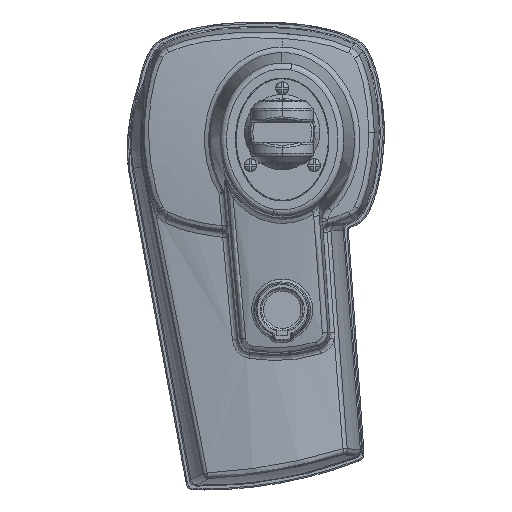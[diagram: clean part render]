
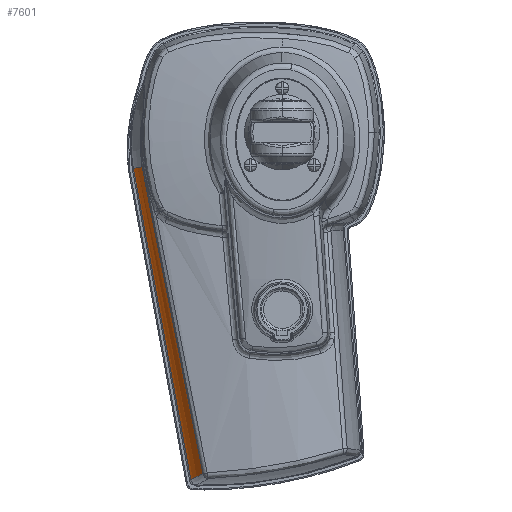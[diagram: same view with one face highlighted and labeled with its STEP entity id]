
A CAD part, left-side view. The second image highlights one B-rep face of the part: STEP entity #7601.
In plain terms, the highlighted free-form (B-spline) face has degree [3, 1] with [4, 2] control points.
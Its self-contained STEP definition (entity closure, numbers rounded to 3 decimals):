
#492 = CARTESIAN_POINT ( 'NONE',  ( -4.482, 57.939, -30.186 ) ) ;
#1337 = DIRECTION ( 'NONE',  ( 0., 0.985, -0.174 ) ) ;
#2917 = CARTESIAN_POINT ( 'NONE',  ( -4.482, 60.114, -18.385 ) ) ;
#3437 = CARTESIAN_POINT ( 'NONE',  ( -4.474, 37.33, -142.029 ) ) ;
#3555 = CARTESIAN_POINT ( 'NONE',  ( -26.09, 33.828, -140.253 ) ) ;
#3950 = CARTESIAN_POINT ( 'NONE',  ( -30.311, 57.273, -14.161 ) ) ;
#5499 = CARTESIAN_POINT ( 'NONE',  ( 31.5, 30.52, -146.526 ) ) ;
#5686 = B_SPLINE_CURVE_WITH_KNOTS ( 'NONE', 3,
 ( #31704, #14209, #17335, #29517, #32034, #27160, #19321, #19427, #12094, #19779 ),
 .UNSPECIFIED., .F., .F.,
 ( 4, 3, 3, 4 ),
 ( 0.007, 0.034, 0.068, 0.135 ),
 .UNSPECIFIED. ) ;
#5740 = VERTEX_POINT ( 'NONE', #17846 ) ;
#6036 = CARTESIAN_POINT ( 'NONE',  ( 31.761, 56.917, -14.098 ) ) ;
#6178 = CARTESIAN_POINT ( 'NONE',  ( -8.9, 37.118, -141.922 ) ) ;
#7601 = ADVANCED_FACE ( 'NONE', ( #32401 ), #17160, .T. ) ;
#7848 = EDGE_CURVE ( 'NONE', #5740, #19979, #15765, .T. ) ;
#7973 = CARTESIAN_POINT ( 'NONE',  ( -4.482, 60.658, -15.434 ) ) ;
#8076 = CARTESIAN_POINT ( 'NONE',  ( -4.478, 49.241, -77.391 ) ) ;
#8162 = ORIENTED_EDGE ( 'NONE', *, *, #16416, .T. ) ;
#10493 = CARTESIAN_POINT ( 'NONE',  ( -4.476, 42.693, -112.924 ) ) ;
#10757 = VERTEX_POINT ( 'NONE', #24212 ) ;
#11006 = EDGE_CURVE ( 'NONE', #30163, #5740, #5686, .T. ) ;
#11785 = CARTESIAN_POINT ( 'NONE',  ( 0., -65.29, 7.451 ) ) ;
#12094 = CARTESIAN_POINT ( 'NONE',  ( -30.304, 52.896, -36.238 ) ) ;
#12332 = ORIENTED_EDGE ( 'NONE', *, *, #7848, .T. ) ;
#12648 = EDGE_CURVE ( 'NONE', #10757, #19979, #30569, .T. ) ;
#12693 = CARTESIAN_POINT ( 'NONE',  ( -4.482, 59.872, -19.696 ) ) ;
#12809 = CARTESIAN_POINT ( 'NONE',  ( -4.48, 53.107, -56.411 ) ) ;
#13747 = CARTESIAN_POINT ( 'NONE',  ( -31.5, 30.52, -146.526 ) ) ;
#14209 = CARTESIAN_POINT ( 'NONE',  ( -30.265, 34.125, -130.836 ) ) ;
#15220 = CARTESIAN_POINT ( 'NONE',  ( -4.474, 37.33, -142.029 ) ) ;
#15333 = CARTESIAN_POINT ( 'NONE',  ( -4.477, 45.375, -98.371 ) ) ;
#15438 = CARTESIAN_POINT ( 'NONE',  ( -4.475, 40.012, -127.476 ) ) ;
#15648 = CARTESIAN_POINT ( 'NONE',  ( -4.482, 60.597, -15.762 ) ) ;
#15765 = B_SPLINE_CURVE_WITH_KNOTS ( 'NONE', 3,
 ( #26683, #24380, #29372, #3950 ),
 .UNSPECIFIED., .F., .F.,
 ( 4, 4 ),
 ( 0., 0. ),
 .UNSPECIFIED. ) ;
#16416 = EDGE_CURVE ( 'NONE', #10757, #28524, #21397, .T. ) ;
#16464 = EDGE_CURVE ( 'NONE', #28524, #30163, #22822, .T. ) ;
#16600 = EDGE_LOOP ( 'NONE', ( #18927, #8162, #19741, #28350, #12332 ) ) ;
#16740 = CARTESIAN_POINT ( 'NONE',  ( -30.26, 32.4, -139.519 ) ) ;
#17160 = B_SPLINE_SURFACE_WITH_KNOTS ( 'NONE', 3, 1, ( 
 ( #5499, #6036 ),
 ( #31154, #21215 ),
 ( #23738, #31257 ),
 ( #13747, #18642 ) ),
 .UNSPECIFIED., .F., .F., .F.,
 ( 4, 4 ),
 ( 2, 2 ),
 ( 0., 1. ),
 ( 0., 1. ),
 .UNSPECIFIED. ) ;
#17335 = CARTESIAN_POINT ( 'NONE',  ( -30.269, 35.848, -122.152 ) ) ;
#17704 = CARTESIAN_POINT ( 'NONE',  ( -4.483, 60.779, -14.779 ) ) ;
#17779 = AXIS2_PLACEMENT_3D ( 'NONE', #11785, #18900, #1337 ) ;
#17846 = CARTESIAN_POINT ( 'NONE',  ( -30.311, 57.267, -14.193 ) ) ;
#18249 = CARTESIAN_POINT ( 'NONE',  ( -30.26, 32.4, -139.519 ) ) ;
#18642 = CARTESIAN_POINT ( 'NONE',  ( -31.761, 56.917, -14.098 ) ) ;
#18679 = CARTESIAN_POINT ( 'NONE',  ( -13.26, 36.595, -141.658 ) ) ;
#18900 = DIRECTION ( 'NONE',  ( 0., 0.174, 0.985 ) ) ;
#18927 = ORIENTED_EDGE ( 'NONE', *, *, #12648, .F. ) ;
#19321 = CARTESIAN_POINT ( 'NONE',  ( -30.287, 44.149, -80.327 ) ) ;
#19427 = CARTESIAN_POINT ( 'NONE',  ( -30.295, 48.523, -58.282 ) ) ;
#19741 = ORIENTED_EDGE ( 'NONE', *, *, #16464, .T. ) ;
#19779 = CARTESIAN_POINT ( 'NONE',  ( -30.311, 57.267, -14.193 ) ) ;
#19979 = VERTEX_POINT ( 'NONE', #21084 ) ;
#21084 = CARTESIAN_POINT ( 'NONE',  ( -30.311, 57.273, -14.161 ) ) ;
#21215 = CARTESIAN_POINT ( 'NONE',  ( 10.923, 62.169, -15.024 ) ) ;
#21397 = B_SPLINE_CURVE_WITH_KNOTS ( 'NONE', 3,
 ( #17704, #23133, #7973, #15648, #23239, #2917, #12693, #30546, #492, #30334, #12809, #8076, #15333, #10493, #15438, #15220 ),
 .UNSPECIFIED., .F., .F.,
 ( 4, 3, 3, 3, 3, 4 ),
 ( 0., 0.001, 0.005, 0.021, 0.085, 0.129 ),
 .UNSPECIFIED. ) ;
#22822 = B_SPLINE_CURVE_WITH_KNOTS ( 'NONE', 3,
 ( #3437, #6178, #18679, #26079, #3555, #18249 ),
 .UNSPECIFIED., .F., .F.,
 ( 4, 2, 4 ),
 ( 0.035, 0.048, 0.062 ),
 .UNSPECIFIED. ) ;
#23133 = CARTESIAN_POINT ( 'NONE',  ( -4.482, 60.718, -15.106 ) ) ;
#23239 = CARTESIAN_POINT ( 'NONE',  ( -4.482, 60.356, -17.073 ) ) ;
#23738 = CARTESIAN_POINT ( 'NONE',  ( -11.263, 38.398, -147.915 ) ) ;
#24212 = CARTESIAN_POINT ( 'NONE',  ( -4.483, 60.779, -14.779 ) ) ;
#24380 = CARTESIAN_POINT ( 'NONE',  ( -30.311, 57.269, -14.182 ) ) ;
#26079 = CARTESIAN_POINT ( 'NONE',  ( -21.855, 34.95, -140.824 ) ) ;
#26683 = CARTESIAN_POINT ( 'NONE',  ( -30.311, 57.267, -14.193 ) ) ;
#27160 = CARTESIAN_POINT ( 'NONE',  ( -30.282, 41.957, -91.374 ) ) ;
#28350 = ORIENTED_EDGE ( 'NONE', *, *, #11006, .T. ) ;
#28524 = VERTEX_POINT ( 'NONE', #31973 ) ;
#29372 = CARTESIAN_POINT ( 'NONE',  ( -30.311, 57.271, -14.171 ) ) ;
#29517 = CARTESIAN_POINT ( 'NONE',  ( -30.272, 37.572, -113.468 ) ) ;
#30163 = VERTEX_POINT ( 'NONE', #16740 ) ;
#30334 = CARTESIAN_POINT ( 'NONE',  ( -4.481, 56.973, -35.431 ) ) ;
#30546 = CARTESIAN_POINT ( 'NONE',  ( -4.482, 58.906, -24.941 ) ) ;
#30569 = CIRCLE ( 'NONE', #17779, 128.092 ) ;
#31154 = CARTESIAN_POINT ( 'NONE',  ( 11.263, 38.398, -147.915 ) ) ;
#31257 = CARTESIAN_POINT ( 'NONE',  ( -10.923, 62.169, -15.024 ) ) ;
#31704 = CARTESIAN_POINT ( 'NONE',  ( -30.26, 32.4, -139.519 ) ) ;
#31973 = CARTESIAN_POINT ( 'NONE',  ( -4.474, 37.33, -142.029 ) ) ;
#32034 = CARTESIAN_POINT ( 'NONE',  ( -30.277, 39.765, -102.421 ) ) ;
#32401 = FACE_OUTER_BOUND ( 'NONE', #16600, .T. ) ;
